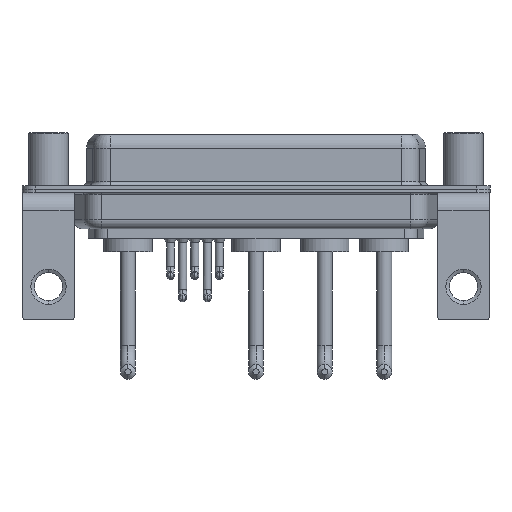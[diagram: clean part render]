
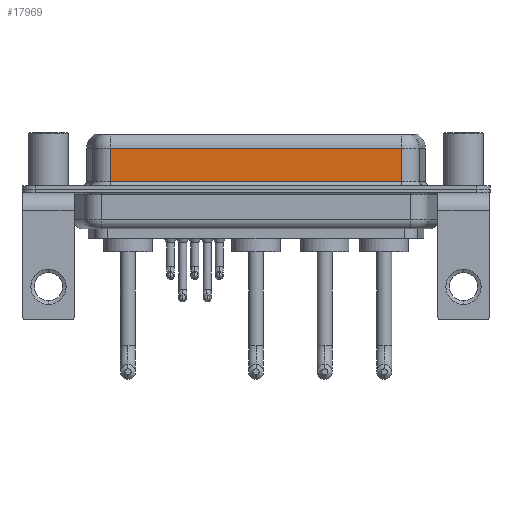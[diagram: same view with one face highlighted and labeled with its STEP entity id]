
A CAD part, front view. The second image highlights one B-rep face of the part: STEP entity #17969.
In plain terms, the highlighted planar face has unit normal (0, -1, 0).
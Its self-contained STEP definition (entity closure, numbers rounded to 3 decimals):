
#442 = AXIS2_PLACEMENT_3D ( 'NONE', #5466, #2561, #16259 ) ;
#949 = CARTESIAN_POINT ( 'NONE',  ( 40.037, -3.95, 6.4 ) ) ;
#1111 = LINE ( 'NONE', #4020, #2710 ) ;
#1405 = EDGE_CURVE ( 'NONE', #1859, #15108, #8552, .T. ) ;
#1859 = VERTEX_POINT ( 'NONE', #13008 ) ;
#2150 = VERTEX_POINT ( 'NONE', #7104 ) ;
#2561 = DIRECTION ( 'NONE',  ( 0., 1., 0. ) ) ;
#2710 = VECTOR ( 'NONE', #7222, 1000. ) ;
#3032 = CARTESIAN_POINT ( 'NONE',  ( 7.013, -3.95, 4.65 ) ) ;
#3701 = VECTOR ( 'NONE', #9681, 1000. ) ;
#4020 = CARTESIAN_POINT ( 'NONE',  ( 40.037, -3.95, 4.65 ) ) ;
#4176 = VECTOR ( 'NONE', #7257, 1000. ) ;
#5466 = CARTESIAN_POINT ( 'NONE',  ( 40.037, -3.95, 6.4 ) ) ;
#7060 = PLANE ( 'NONE',  #442 ) ;
#7104 = CARTESIAN_POINT ( 'NONE',  ( 7.013, -3.95, 0.9 ) ) ;
#7222 = DIRECTION ( 'NONE',  ( -1., 0., 0. ) ) ;
#7257 = DIRECTION ( 'NONE',  ( 0., 0., -1. ) ) ;
#7895 = CARTESIAN_POINT ( 'NONE',  ( 40.037, -3.95, 0.9 ) ) ;
#8170 = LINE ( 'NONE', #11084, #3701 ) ;
#8552 = LINE ( 'NONE', #949, #4176 ) ;
#8687 = ORIENTED_EDGE ( 'NONE', *, *, #10972, .T. ) ;
#8824 = EDGE_LOOP ( 'NONE', ( #19114, #16505, #13212, #8687 ) ) ;
#8961 = EDGE_CURVE ( 'NONE', #1859, #17390, #1111, .T. ) ;
#9466 = DIRECTION ( 'NONE',  ( 1., 0., 0. ) ) ;
#9681 = DIRECTION ( 'NONE',  ( 0., 0., -1. ) ) ;
#10972 = EDGE_CURVE ( 'NONE', #2150, #15108, #13955, .T. ) ;
#11084 = CARTESIAN_POINT ( 'NONE',  ( 7.013, -3.95, 6.4 ) ) ;
#13008 = CARTESIAN_POINT ( 'NONE',  ( 40.037, -3.95, 4.65 ) ) ;
#13212 = ORIENTED_EDGE ( 'NONE', *, *, #19284, .T. ) ;
#13955 = LINE ( 'NONE', #14050, #16825 ) ;
#14050 = CARTESIAN_POINT ( 'NONE',  ( 40.037, -3.95, 0.9 ) ) ;
#14474 = FACE_OUTER_BOUND ( 'NONE', #8824, .T. ) ;
#15108 = VERTEX_POINT ( 'NONE', #7895 ) ;
#16259 = DIRECTION ( 'NONE',  ( 0., 0., 1. ) ) ;
#16505 = ORIENTED_EDGE ( 'NONE', *, *, #8961, .T. ) ;
#16825 = VECTOR ( 'NONE', #9466, 1000. ) ;
#17390 = VERTEX_POINT ( 'NONE', #3032 ) ;
#17969 = ADVANCED_FACE ( 'NONE', ( #14474 ), #7060, .F. ) ;
#19114 = ORIENTED_EDGE ( 'NONE', *, *, #1405, .F. ) ;
#19284 = EDGE_CURVE ( 'NONE', #17390, #2150, #8170, .T. ) ;
